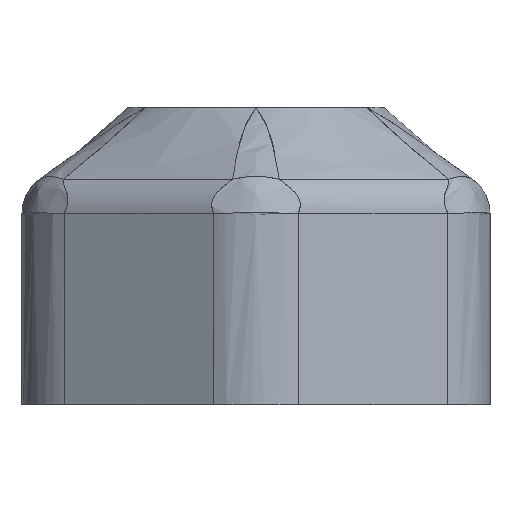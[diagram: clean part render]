
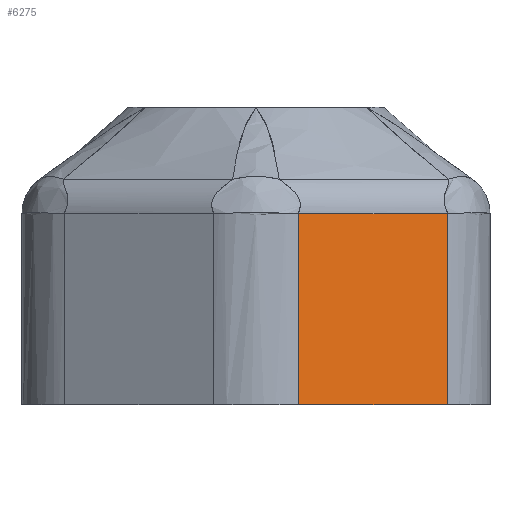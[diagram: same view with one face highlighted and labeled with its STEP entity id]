
A CAD part, front view. The second image highlights one B-rep face of the part: STEP entity #6275.
In plain terms, the highlighted free-form (B-spline) face has degree [1, 1] with [2, 2] control points.
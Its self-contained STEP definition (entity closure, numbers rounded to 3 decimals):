
#6275 = ADVANCED_FACE('',(#6276),#6332,.T.);
#6276 = FACE_BOUND('',#6277,.T.);
#6277 = EDGE_LOOP('',(#6278,#6287,#6304,#6317));
#6278 = ORIENTED_EDGE('',*,*,#6279,.T.);
#6279 = EDGE_CURVE('',#6280,#6282,#6284,.T.);
#6280 = VERTEX_POINT('',#6281);
#6281 = CARTESIAN_POINT('',(2.764,-15.959,
    0.));
#6282 = VERTEX_POINT('',#6283);
#6283 = CARTESIAN_POINT('',(12.439,-10.373,
    0.));
#6284 = B_SPLINE_CURVE_WITH_KNOTS('',1,(#6285,#6286),.UNSPECIFIED.,.F.,
  .F.,(2,2),(0.,8.083),.PIECEWISE_BEZIER_KNOTS.);
#6285 = CARTESIAN_POINT('',(2.764,-15.959,0.));
#6286 = CARTESIAN_POINT('',(12.439,-10.373,0.));
#6287 = ORIENTED_EDGE('',*,*,#6288,.T.);
#6288 = EDGE_CURVE('',#6282,#6289,#6291,.T.);
#6289 = VERTEX_POINT('',#6290);
#6290 = CARTESIAN_POINT('',(12.434,-10.376,
    12.431));
#6291 = B_SPLINE_CURVE_WITH_KNOTS('',6,(#6292,#6293,#6294,#6295,#6296,
    #6297,#6298,#6299,#6300,#6301,#6302,#6303),.UNSPECIFIED.,.F.,.F.,(7,
    5,7),(-0.002,9.273,9.418),.UNSPECIFIED.);
#6292 = CARTESIAN_POINT('',(12.439,-10.373,
    0.));
#6293 = CARTESIAN_POINT('',(12.439,-10.373,
    2.059));
#6294 = CARTESIAN_POINT('',(12.439,-10.373,
    4.118));
#6295 = CARTESIAN_POINT('',(12.439,-10.373,
    6.174));
#6296 = CARTESIAN_POINT('',(12.439,-10.374,
    8.227));
#6297 = CARTESIAN_POINT('',(12.439,-10.373,
    10.267));
#6298 = CARTESIAN_POINT('',(12.438,-10.374,
    12.335));
#6299 = CARTESIAN_POINT('',(12.438,-10.374,
    12.361));
#6300 = CARTESIAN_POINT('',(12.437,-10.374,
    12.383));
#6301 = CARTESIAN_POINT('',(12.437,-10.375,
    12.401));
#6302 = CARTESIAN_POINT('',(12.435,-10.375,
    12.417));
#6303 = CARTESIAN_POINT('',(12.434,-10.376,
    12.431));
#6304 = ORIENTED_EDGE('',*,*,#6305,.T.);
#6305 = EDGE_CURVE('',#6289,#6306,#6308,.T.);
#6306 = VERTEX_POINT('',#6307);
#6307 = CARTESIAN_POINT('',(2.77,-15.956,
    12.431));
#6308 = B_SPLINE_CURVE_WITH_KNOTS('',7,(#6309,#6310,#6311,#6312,#6313,
    #6314,#6315,#6316),.UNSPECIFIED.,.F.,.F.,(8,8),(2.314,
    10.388),.PIECEWISE_BEZIER_KNOTS.);
#6309 = CARTESIAN_POINT('',(12.434,-10.376,
    12.431));
#6310 = CARTESIAN_POINT('',(11.053,-11.174,
    12.464));
#6311 = CARTESIAN_POINT('',(9.672,-11.971,
    12.489));
#6312 = CARTESIAN_POINT('',(8.292,-12.768,
    12.502));
#6313 = CARTESIAN_POINT('',(6.911,-13.565,
    12.502));
#6314 = CARTESIAN_POINT('',(5.531,-14.362,
    12.489));
#6315 = CARTESIAN_POINT('',(4.15,-15.159,
    12.464));
#6316 = CARTESIAN_POINT('',(2.77,-15.956,
    12.431));
#6317 = ORIENTED_EDGE('',*,*,#6318,.T.);
#6318 = EDGE_CURVE('',#6306,#6280,#6319,.T.);
#6319 = B_SPLINE_CURVE_WITH_KNOTS('',6,(#6320,#6321,#6322,#6323,#6324,
    #6325,#6326,#6327,#6328,#6329,#6330,#6331),.UNSPECIFIED.,.F.,.F.,(7,
    5,7),(-0.812,-0.667,8.608),.UNSPECIFIED.);
#6320 = CARTESIAN_POINT('',(2.77,-15.956,
    12.431));
#6321 = CARTESIAN_POINT('',(2.768,-15.957,
    12.417));
#6322 = CARTESIAN_POINT('',(2.767,-15.958,
    12.401));
#6323 = CARTESIAN_POINT('',(2.766,-15.958,
    12.383));
#6324 = CARTESIAN_POINT('',(2.765,-15.958,
    12.361));
#6325 = CARTESIAN_POINT('',(2.765,-15.959,
    12.335));
#6326 = CARTESIAN_POINT('',(2.764,-15.959,
    10.267));
#6327 = CARTESIAN_POINT('',(2.764,-15.959,
    8.227));
#6328 = CARTESIAN_POINT('',(2.764,-15.959,
    6.174));
#6329 = CARTESIAN_POINT('',(2.764,-15.959,
    4.118));
#6330 = CARTESIAN_POINT('',(2.764,-15.959,
    2.059));
#6331 = CARTESIAN_POINT('',(2.764,-15.959,
    0.));
#6332 = B_SPLINE_SURFACE_WITH_KNOTS('',1,1,(
    (#6333,#6334)
    ,(#6335,#6336
    )),.UNSPECIFIED.,.F.,.F.,.F.,(2,2),(2,2),(-10.393,
    -2.309),(-9.046,0.),
  .PIECEWISE_BEZIER_KNOTS.);
#6333 = CARTESIAN_POINT('',(12.439,-10.373,
    12.502));
#6334 = CARTESIAN_POINT('',(12.439,-10.373,
    0.));
#6335 = CARTESIAN_POINT('',(2.764,-15.959,
    12.502));
#6336 = CARTESIAN_POINT('',(2.764,-15.959,
    0.));
